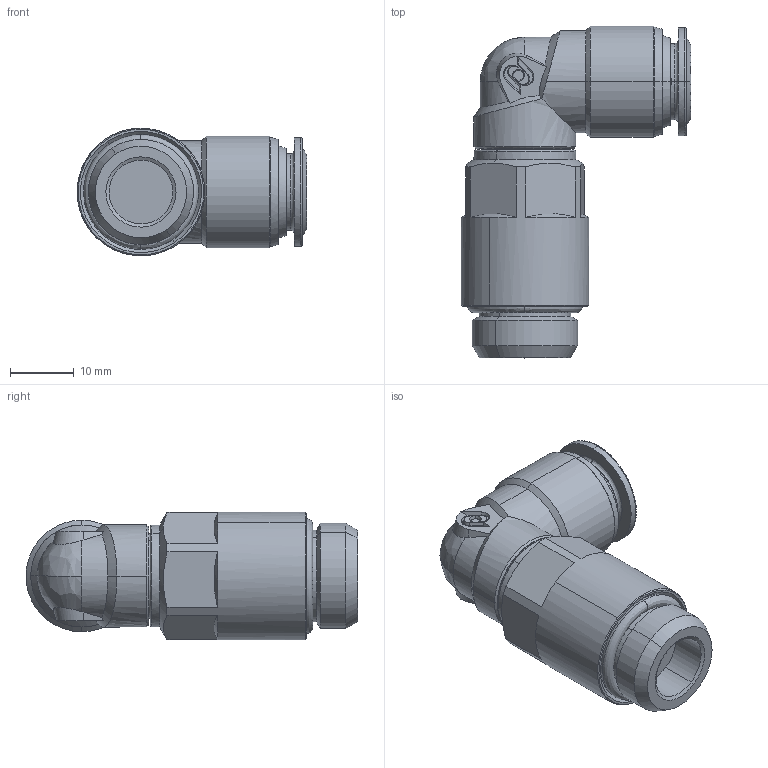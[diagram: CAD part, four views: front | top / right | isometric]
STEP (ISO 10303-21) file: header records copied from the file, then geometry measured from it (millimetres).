
FILE_DESCRIPTION (( 'STEP AP214' ), '1' );
FILE_NAME ('PLL10-G03_ME.STEP', '2018-09-06T13:13:29', ( '' ), ( '' ), 'SwSTEP 2.0', 'SolidWorks 2018', '' );
FILE_SCHEMA (( 'AUTOMOTIVE_DESIGN' ));
Length unit declared in the file: millimetre
Products named in the file (1): PLL10-G03_ME
Bounding box: 36 x 52.04 x 20 mm (x, y, z)
Volume: 15096.9 mm3; surface area: 5490.5 mm2
Topology: 2 solids, 2 shells, 154 faces, 377 edges, 238 vertices
Faces by surface type: bspline 154
Entity records: 7200 total; most frequent: CARTESIAN_POINT 4963, ORIENTED_EDGE 750, EDGE_CURVE 375, B_SPLINE_CURVE_WITH_KNOTS 267, VERTEX_POINT 238, EDGE_LOOP 173, ADVANCED_FACE 154, FACE_OUTER_BOUND 154
